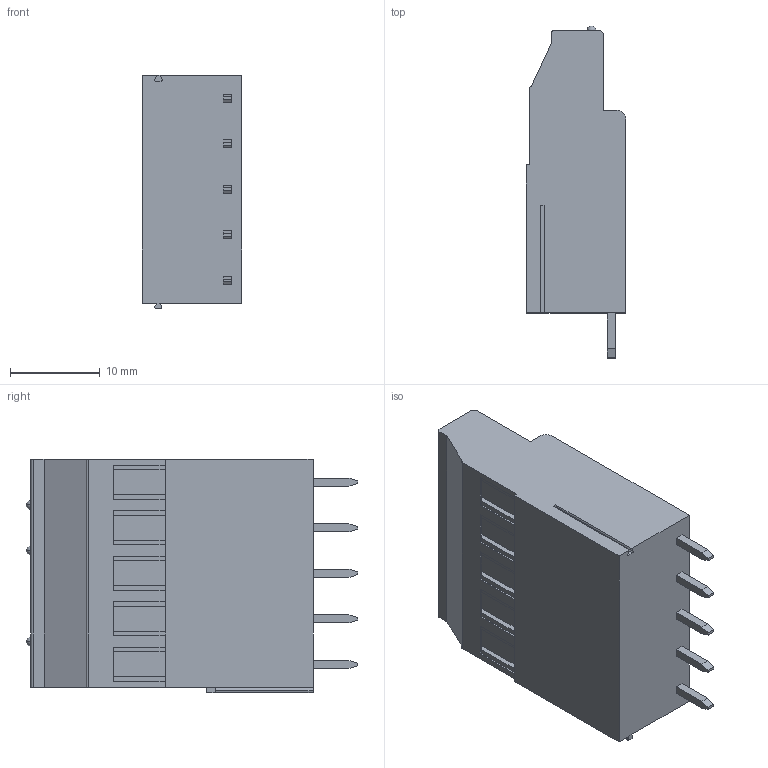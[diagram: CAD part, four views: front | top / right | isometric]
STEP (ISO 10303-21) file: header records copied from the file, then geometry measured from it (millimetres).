
FILE_DESCRIPTION((''),'2;1');
FILE_NAME('PRT0053','2025-01-11T',('yanfa'),(''),'PRO/ENGINEER BY PARAMETRIC TECHNOLOGY CORPORATION, 2009280','PRO/ENGINEER BY PARAMETRIC TECHNOLOGY CORPORATION, 2009280','');
FILE_SCHEMA(('AUTOMOTIVE_DESIGN_CC2 { 1 2 10303 214 -1 1 5 2 }'));
Length unit declared in the file: millimetre
Products named in the file (1): PRT0053
Bounding box: 11.1 x 37 x 26 mm (x, y, z)
Volume: 7748.6 mm3; surface area: 3122 mm2
Topology: 1 solids, 1 shells, 183 faces, 501 edges, 327 vertices
Faces by surface type: plane 139, cylinder 28, torus 10, sphere 6
Entity records: 5840 total; most frequent: CARTESIAN_POINT 1135, ORIENTED_EDGE 990, DIRECTION 939, EDGE_CURVE 495, VECTOR 377, LINE 377, VERTEX_POINT 327, AXIS2_PLACEMENT_3D 281
